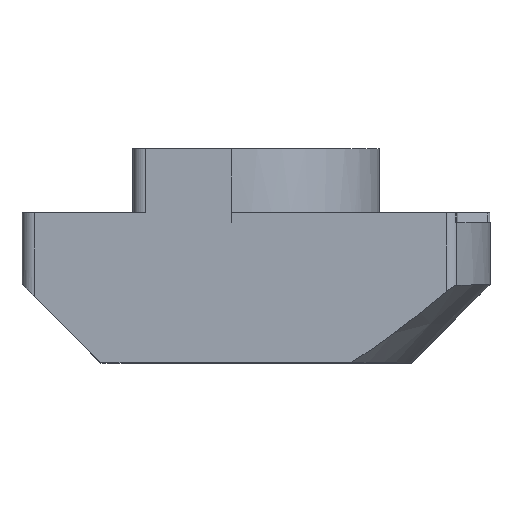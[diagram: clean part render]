
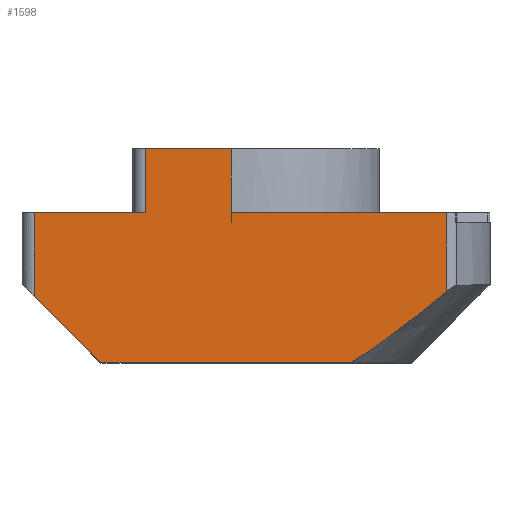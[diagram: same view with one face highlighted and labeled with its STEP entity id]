
A CAD part, top view. The second image highlights one B-rep face of the part: STEP entity #1598.
In plain terms, the highlighted planar face has unit normal (0, 0, 1).
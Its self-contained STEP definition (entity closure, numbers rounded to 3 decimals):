
#80 = VECTOR ( 'NONE', #2347, 1000. ) ;
#118 = LINE ( 'NONE', #888, #143 ) ;
#143 = VECTOR ( 'NONE', #1307, 1000. ) ;
#155 = CARTESIAN_POINT ( 'NONE',  ( 7.726, -1.447, 5. ) ) ;
#184 = VERTEX_POINT ( 'NONE', #1264 ) ;
#189 = CARTESIAN_POINT ( 'NONE',  ( 0., 0., 5. ) ) ;
#208 = CARTESIAN_POINT ( 'NONE',  ( 5., 1.35, 5. ) ) ;
#270 = CARTESIAN_POINT ( 'NONE',  ( -1., 4.35, 5. ) ) ;
#288 = CARTESIAN_POINT ( 'NONE',  ( -1., 0., 5. ) ) ;
#312 = VERTEX_POINT ( 'NONE', #270 ) ;
#328 = VECTOR ( 'NONE', #901, 1000. ) ;
#329 = CARTESIAN_POINT ( 'NONE',  ( 4.523, -3.93, 5. ) ) ;
#335 = CARTESIAN_POINT ( 'NONE',  ( -6.3, -4.35, 5. ) ) ;
#337 = CARTESIAN_POINT ( 'NONE',  ( 3.833, -4.35, 5. ) ) ;
#346 = VERTEX_POINT ( 'NONE', #2149 ) ;
#361 = LINE ( 'NONE', #2609, #466 ) ;
#370 = CARTESIAN_POINT ( 'NONE',  ( 3.833, -4.35, 5. ) ) ;
#398 = DIRECTION ( 'NONE',  ( 1., 0., 0. ) ) ;
#411 = CARTESIAN_POINT ( 'NONE',  ( 7.726, 1.75, 5. ) ) ;
#427 = ORIENTED_EDGE ( 'NONE', *, *, #742, .T. ) ;
#458 = VECTOR ( 'NONE', #2047, 1000. ) ;
#466 = VECTOR ( 'NONE', #1011, 1000. ) ;
#473 = VERTEX_POINT ( 'NONE', #155 ) ;
#489 = LINE ( 'NONE', #1861, #1675 ) ;
#508 = VERTEX_POINT ( 'NONE', #370 ) ;
#585 = PLANE ( 'NONE',  #2261 ) ;
#593 = FACE_OUTER_BOUND ( 'NONE', #607, .T. ) ;
#607 = EDGE_LOOP ( 'NONE', ( #2197, #640, #1867, #427, #2161, #745, #647, #1972, #1674, #760, #739, #1474 ) ) ;
#640 = ORIENTED_EDGE ( 'NONE', *, *, #2360, .T. ) ;
#647 = ORIENTED_EDGE ( 'NONE', *, *, #1436, .F. ) ;
#655 = LINE ( 'NONE', #288, #1774 ) ;
#706 = VERTEX_POINT ( 'NONE', #1168 ) ;
#739 = ORIENTED_EDGE ( 'NONE', *, *, #2196, .T. ) ;
#742 = EDGE_CURVE ( 'NONE', #1668, #1763, #361, .T. ) ;
#745 = ORIENTED_EDGE ( 'NONE', *, *, #2145, .T. ) ;
#748 = LINE ( 'NONE', #1898, #328 ) ;
#760 = ORIENTED_EDGE ( 'NONE', *, *, #835, .T. ) ;
#769 = CARTESIAN_POINT ( 'NONE',  ( -0.998, 1.75, 5. ) ) ;
#835 = EDGE_CURVE ( 'NONE', #1465, #1723, #2543, .T. ) ;
#888 = CARTESIAN_POINT ( 'NONE',  ( 7.856, 1.75, 5. ) ) ;
#901 = DIRECTION ( 'NONE',  ( 0., -1., 0. ) ) ;
#913 = LINE ( 'NONE', #208, #458 ) ;
#951 = LINE ( 'NONE', #1135, #80 ) ;
#1011 = DIRECTION ( 'NONE',  ( 0., -1., 0. ) ) ;
#1031 = CARTESIAN_POINT ( 'NONE',  ( -0.998, 1.35, 5. ) ) ;
#1083 = VECTOR ( 'NONE', #2436, 1000. ) ;
#1135 = CARTESIAN_POINT ( 'NONE',  ( -9.25, 1.75, 5. ) ) ;
#1143 = LINE ( 'NONE', #335, #1615 ) ;
#1168 = CARTESIAN_POINT ( 'NONE',  ( -4.5, 4.35, 5. ) ) ;
#1170 = LINE ( 'NONE', #2350, #1331 ) ;
#1171 = CARTESIAN_POINT ( 'NONE',  ( 5.184, -3.46, 5. ) ) ;
#1174 = LINE ( 'NONE', #1237, #2183 ) ;
#1237 = CARTESIAN_POINT ( 'NONE',  ( 6.3, -4.35, 5. ) ) ;
#1264 = CARTESIAN_POINT ( 'NONE',  ( -4.5, 1.75, 5. ) ) ;
#1307 = DIRECTION ( 'NONE',  ( 1., 0., 0. ) ) ;
#1331 = VECTOR ( 'NONE', #1817, 1000. ) ;
#1375 = CARTESIAN_POINT ( 'NONE',  ( 7.726, -1.447, 5. ) ) ;
#1395 = DIRECTION ( 'NONE',  ( 0., 0., -1. ) ) ;
#1404 = EDGE_CURVE ( 'NONE', #1668, #184, #951, .T. ) ;
#1436 = EDGE_CURVE ( 'NONE', #473, #508, #2384, .T. ) ;
#1465 = VERTEX_POINT ( 'NONE', #769 ) ;
#1474 = ORIENTED_EDGE ( 'NONE', *, *, #2383, .T. ) ;
#1564 = CARTESIAN_POINT ( 'NONE',  ( 6.476, -2.479, 5. ) ) ;
#1598 = ADVANCED_FACE ( 'NONE', ( #593 ), #585, .F. ) ;
#1615 = VECTOR ( 'NONE', #2336, 1000. ) ;
#1668 = VERTEX_POINT ( 'NONE', #2036 ) ;
#1674 = ORIENTED_EDGE ( 'NONE', *, *, #1807, .F. ) ;
#1675 = VECTOR ( 'NONE', #2240, 1000. ) ;
#1723 = VERTEX_POINT ( 'NONE', #1031 ) ;
#1763 = VERTEX_POINT ( 'NONE', #2485 ) ;
#1774 = VECTOR ( 'NONE', #2333, 1000. ) ;
#1807 = EDGE_CURVE ( 'NONE', #1465, #2144, #118, .T. ) ;
#1817 = DIRECTION ( 'NONE',  ( -1., 0., 0. ) ) ;
#1861 = CARTESIAN_POINT ( 'NONE',  ( 7.726, 0., 5. ) ) ;
#1867 = ORIENTED_EDGE ( 'NONE', *, *, #1404, .F. ) ;
#1898 = CARTESIAN_POINT ( 'NONE',  ( -4.5, 0., 5. ) ) ;
#1972 = ORIENTED_EDGE ( 'NONE', *, *, #2185, .T. ) ;
#1999 = EDGE_CURVE ( 'NONE', #1763, #346, #1143, .T. ) ;
#2002 = CARTESIAN_POINT ( 'NONE',  ( -1., 1.35, 5. ) ) ;
#2036 = CARTESIAN_POINT ( 'NONE',  ( -9., 1.75, 5. ) ) ;
#2047 = DIRECTION ( 'NONE',  ( -1., 0., 0. ) ) ;
#2144 = VERTEX_POINT ( 'NONE', #411 ) ;
#2145 = EDGE_CURVE ( 'NONE', #346, #508, #1174, .T. ) ;
#2149 = CARTESIAN_POINT ( 'NONE',  ( -6.3, -4.35, 5. ) ) ;
#2161 = ORIENTED_EDGE ( 'NONE', *, *, #1999, .T. ) ;
#2183 = VECTOR ( 'NONE', #398, 1000. ) ;
#2185 = EDGE_CURVE ( 'NONE', #473, #2144, #489, .T. ) ;
#2196 = EDGE_CURVE ( 'NONE', #1723, #2549, #913, .T. ) ;
#2197 = ORIENTED_EDGE ( 'NONE', *, *, #2509, .T. ) ;
#2240 = DIRECTION ( 'NONE',  ( 0., 1., 0. ) ) ;
#2261 = AXIS2_PLACEMENT_3D ( 'NONE', #189, #1395, #2611 ) ;
#2333 = DIRECTION ( 'NONE',  ( 0., 1., 0. ) ) ;
#2336 = DIRECTION ( 'NONE',  ( 0.707, -0.707, 0. ) ) ;
#2347 = DIRECTION ( 'NONE',  ( 1., 0., 0. ) ) ;
#2350 = CARTESIAN_POINT ( 'NONE',  ( -5., 4.35, 5. ) ) ;
#2360 = EDGE_CURVE ( 'NONE', #706, #184, #748, .T. ) ;
#2383 = EDGE_CURVE ( 'NONE', #2549, #312, #655, .T. ) ;
#2384 = B_SPLINE_CURVE_WITH_KNOTS ( 'NONE', 3,
 ( #1375, #2570, #1564, #1171, #329, #337 ),
 .UNSPECIFIED., .F., .F.,
 ( 4, 2, 4 ),
 ( 0.012, 0.015, 0.017 ),
 .UNSPECIFIED. ) ;
#2436 = DIRECTION ( 'NONE',  ( 0., -1., 0. ) ) ;
#2473 = CARTESIAN_POINT ( 'NONE',  ( -0.998, 1.75, 5. ) ) ;
#2485 = CARTESIAN_POINT ( 'NONE',  ( -9., -1.65, 5. ) ) ;
#2509 = EDGE_CURVE ( 'NONE', #312, #706, #1170, .T. ) ;
#2543 = LINE ( 'NONE', #2473, #1083 ) ;
#2549 = VERTEX_POINT ( 'NONE', #2002 ) ;
#2570 = CARTESIAN_POINT ( 'NONE',  ( 7.105, -1.968, 5. ) ) ;
#2609 = CARTESIAN_POINT ( 'NONE',  ( -9., 0., 5. ) ) ;
#2611 = DIRECTION ( 'NONE',  ( -1., 0., 0. ) ) ;
